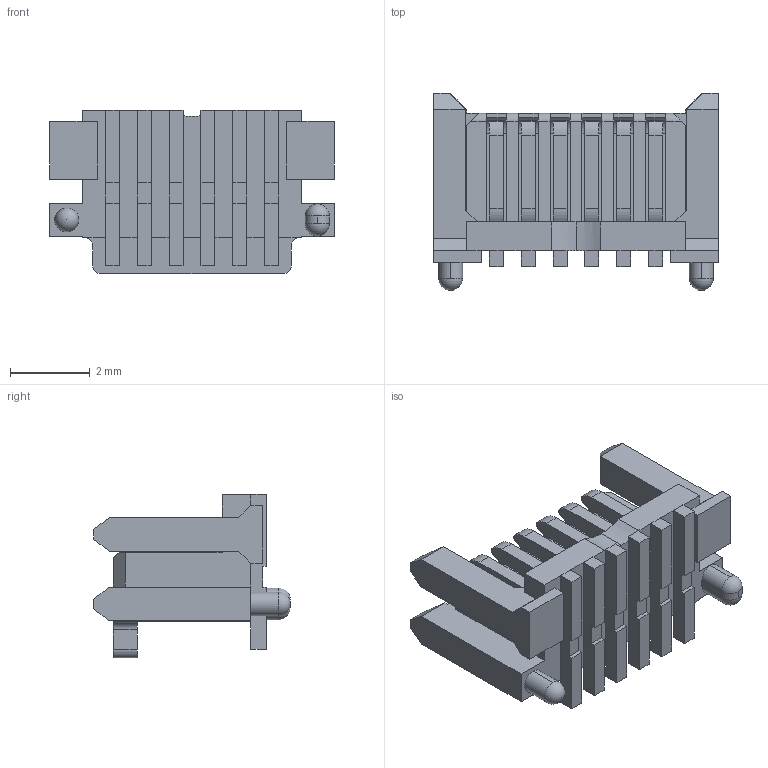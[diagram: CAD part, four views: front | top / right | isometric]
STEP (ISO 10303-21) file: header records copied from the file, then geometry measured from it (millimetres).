
FILE_DESCRIPTION (( 'STEP AP214' ), '1' );
FILE_NAME ('114711.STEP', '2006-07-27T09:19:26', ( '' ), ( '' ), 'SwSTEP 2.0', 'SolidWorks 2005354', '' );
FILE_SCHEMA (( 'AUTOMOTIVE_DESIGN' ));
Length unit declared in the file: millimetre
Products named in the file (1): 114711
Bounding box: 7.16 x 4.95 x 4.11 mm (x, y, z)
Volume: 53.5 mm3; surface area: 239.1 mm2
Topology: 1 solids, 1 shells, 336 faces, 941 edges, 612 vertices
Faces by surface type: plane 217, cylinder 116, sphere 3
Entity records: 14437 total; most frequent: CARTESIAN_POINT 1889, ORIENTED_EDGE 1872, DIRECTION 1842, EDGE_CURVE 936, VECTOR 700, LINE 700, VERTEX_POINT 610, AXIS2_PLACEMENT_3D 571
